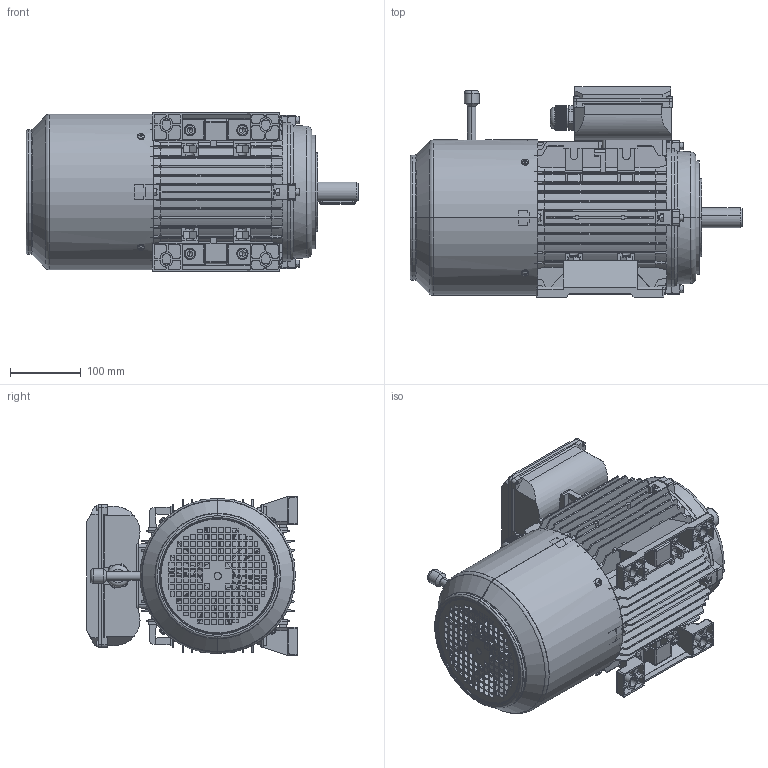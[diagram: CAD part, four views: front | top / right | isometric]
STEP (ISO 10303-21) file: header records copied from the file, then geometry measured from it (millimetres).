
FILE_DESCRIPTION (( 'STEP AP203' ), '1' );
FILE_NAME ('TB112 B34(ML諉盄碟ｊ倰).STEP', '2021-12-02T02:50:29', ( '' ), ( '' ), 'SwSTEP 2.0', 'SolidWorks 2014', '' );
FILE_SCHEMA (( 'CONFIG_CONTROL_DESIGN' ));
Length unit declared in the file: millimetre
Products named in the file (19): ML100-ML112諉盄碟裔(臏); TB112蛌粣; 112怢宒瑞珔; Hexagon nuts grade C GB_GB_FASTENER_NUT_SNC1 M6-N; Cross recessed thread forming screws GB_GB_CROSS_SCREWS_TYPE138 M4X10-N; T112菁褐; TA112B14楊擘1; ML112諉盄碟蚾饜极; Hexagon socket head cap screws GB_GB_FASTENER_SCREWS_HSHCS M10X25-N; TB112瑞欶; Hexagon nuts grade C GB_GB_FASTENER_NUT_SNC1 M10-N; ML100-ML112諉盄碟釱(臏); TB112綴裔; Hexagon socket head cap screws GB_GB_FASTENER_SCREWS_HSHCS M6X30-N; TB112 B34(ML諉盄碟ｊ倰); Cross recessed thread forming screws GB_GB_CROSS_SCREWS_TYPE138 M5X12-N; 112-132堤盄蹟杶; T112儂褲; Plain parallel keys_GB_CONNECTING_PIECE_KEYS_CSK 8X50
Assembly tree (45 placements, depth 3):
  TB112 B34(ML諉盄碟ｊ倰)
    T112儂褲
    T112菁褐  x2
    TB112綴裔
    TB112蛌粣
    Hexagon socket head cap screws GB_GB_FASTENER_SCREWS_HSHCS M10X25-N  x4
    Cross recessed thread forming screws GB_GB_CROSS_SCREWS_TYPE138 M5X12-N  x4
    Hexagon nuts grade C GB_GB_FASTENER_NUT_SNC1 M6-N  x8
    Hexagon nuts grade C GB_GB_FASTENER_NUT_SNC1 M10-N  x4
    Plain parallel keys_GB_CONNECTING_PIECE_KEYS_CSK 8X50
    TA112B14楊擘1
    Hexagon socket head cap screws GB_GB_FASTENER_SCREWS_HSHCS M6X30-N  x8
    112怢宒瑞珔
    TB112瑞欶
    ML112諉盄碟蚾饜极
      112-132堤盄蹟杶
      Cross recessed thread forming screws GB_GB_CROSS_SCREWS_TYPE138 M4X10-N  x4
      ML100-ML112諉盄碟釱(臏)
      ML100-ML112諉盄碟裔(臏)
Bounding box: 468 x 296.5 x 224 mm (x, y, z)
Volume: 2553645.1 mm3; surface area: 1507592.4 mm2
Topology: 45 solids, 45 shells, 4416 faces, 12070 edges, 7824 vertices
Faces by surface type: plane 2821, cylinder 1109, cone 267, torus 187, sphere 26, bspline 6
Entity records: 127442 total; most frequent: CARTESIAN_POINT 29811, ORIENTED_EDGE 20606, DIRECTION 18628, EDGE_CURVE 10303, LINE 6844, VECTOR 6844, VERTEX_POINT 6728, AXIS2_PLACEMENT_3D 5892
